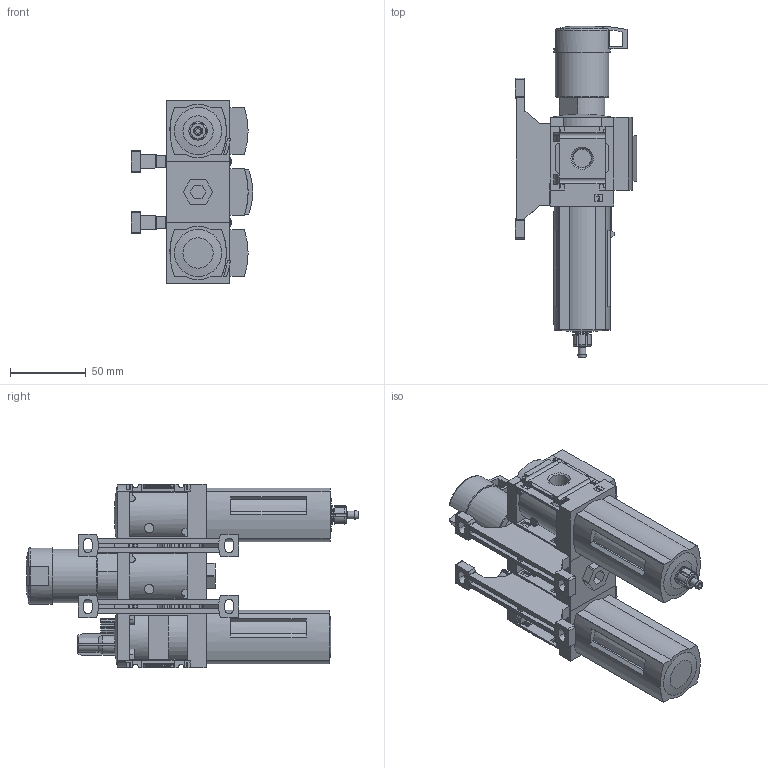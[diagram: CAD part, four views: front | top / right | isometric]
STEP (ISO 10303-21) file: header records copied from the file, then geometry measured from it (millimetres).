
FILE_DESCRIPTION(/* description */ ('STEP AP214'),/* implementation_level */ '2;1');
FILE_NAME(/* name */ '541432_MSB4N-1_4_H2N3M1-WP',/* time_stamp */ '2024-09-11T17:47:34+02:00',/* author */ ('License CC BY-ND 4.0'),/* organization */ ('CADENAS'),/* preprocessor_version */ 'ST-DEVELOPER v19.3',/* originating_system */ 'PARTsolutions',/* authorisation */ ' ');
FILE_SCHEMA (('AUTOMOTIVE_DESIGN {1 0 10303 214 3 1 1}'));
Length unit declared in the file: millimetre
Products named in the file (7): 541432 MSB4N-1/4:H2N3M1-WP; 527696 MS4N-LF-1/4-E-R-M-1D; 526489 MS4-LFR-M; 527691 MS4N-LR-1/4-D7-BAR-AS-1D; 8140202 MS4-WP1---(00wp); 8092760 MS4-MV-B---(42.7_high_m); 527702 MS4N-LOE-1/4-R-1D
Assembly tree (8 placements, depth 2):
  541432 MSB4N-1/4:H2N3M1-WP
    527696 MS4N-LF-1/4-E-R-M-1D
    526489 MS4-LFR-M
    527691 MS4N-LR-1/4-D7-BAR-AS-1D
    8140202 MS4-WP1---(00wp)  x2
    8092760 MS4-MV-B---(42.7_high_m)  x2
    527702 MS4N-LOE-1/4-R-1D
Bounding box: 80 x 218.74 x 120.6 mm (x, y, z)
Volume: 573144.1 mm3; surface area: 110053.6 mm2
Topology: 8 solids, 8 shells, 1228 faces, 3447 edges, 2269 vertices
Faces by surface type: plane 835, cylinder 322, cone 49, torus 20, sphere 2
Full cylindrical faces by diameter (mm): 2.459 x4, 2.55 x4, 3 x5, 3.2 x1, 5 x1, 5.6 x4, 6.1 x6, 12 x2, 35.2 x1, 37.2 x1
Entity records: 40416 total; most frequent: CARTESIAN_POINT 6434, ORIENTED_EDGE 5820, DIRECTION 5529, EDGE_CURVE 2910, LINE 2141, VECTOR 2141, VERTEX_POINT 1947, AXIS2_PLACEMENT_3D 1694
